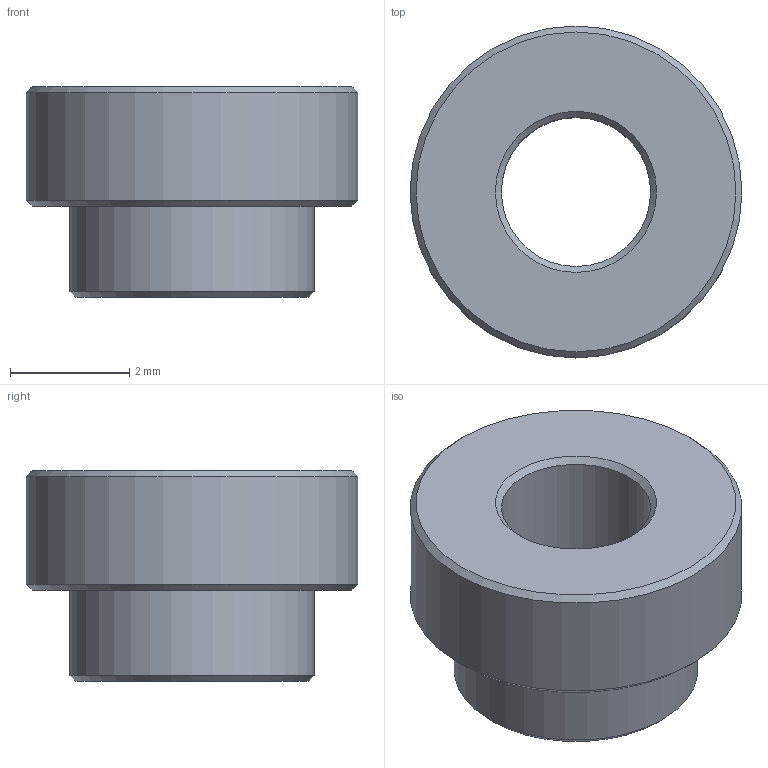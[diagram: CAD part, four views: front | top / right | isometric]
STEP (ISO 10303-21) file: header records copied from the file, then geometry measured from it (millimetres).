
FILE_DESCRIPTION(('FreeCAD Model'),'2;1');
FILE_NAME('Open CASCADE Shape Model','2025-03-07T20:42:51',(''),(''), 'Open CASCADE STEP processor 7.8','FreeCAD','Unknown');
FILE_SCHEMA(('AUTOMOTIVE_DESIGN { 1 0 10303 214 1 1 1 1 }'));
Length unit declared in the file: millimetre
Products named in the file (1): Body
Bounding box: 5.56 x 5.56 x 3.53 mm (x, y, z)
Volume: 51.1 mm3; surface area: 117.8 mm2
Topology: 1 solids, 1 shells, 10 faces, 17 edges, 10 vertices
Faces by surface type: cone 4, cylinder 3, plane 3
Full cylindrical faces by diameter (mm): 2.5 x1, 4.09 x1, 5.56 x1
Entity records: 265 total; most frequent: DIRECTION 49, CARTESIAN_POINT 38, ORIENTED_EDGE 34, AXIS2_PLACEMENT_3D 21, EDGE_CURVE 17, FACE_BOUND 13, EDGE_LOOP 13, ADVANCED_FACE 10
